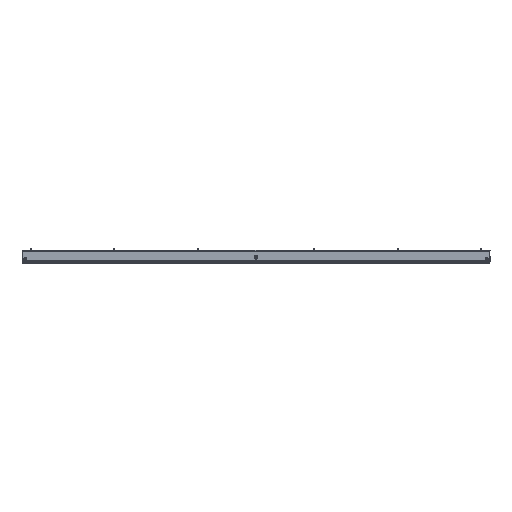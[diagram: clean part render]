
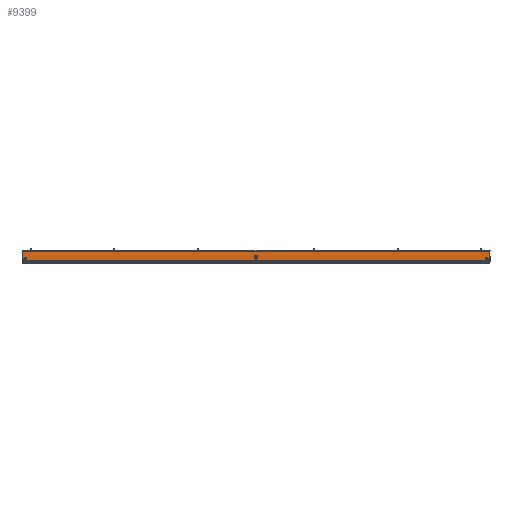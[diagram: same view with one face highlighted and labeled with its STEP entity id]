
A CAD part, left-side view. The second image highlights one B-rep face of the part: STEP entity #9399.
In plain terms, the highlighted planar face has unit normal (-1, 0, 0).
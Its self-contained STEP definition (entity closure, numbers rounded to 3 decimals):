
#278 = DIRECTION ( 'NONE',  ( 0., 0., 1. ) ) ;
#340 = EDGE_CURVE ( 'NONE', #2176, #12917, #7610, .T. ) ;
#370 = EDGE_CURVE ( 'NONE', #3808, #10079, #4835, .T. ) ;
#380 = VECTOR ( 'NONE', #13314, 1000. ) ;
#437 = CARTESIAN_POINT ( 'NONE',  ( 8., 1053.5, -2. ) ) ;
#547 = VERTEX_POINT ( 'NONE', #11261 ) ;
#644 = ORIENTED_EDGE ( 'NONE', *, *, #1667, .T. ) ;
#731 = CARTESIAN_POINT ( 'NONE',  ( 8., -1033.25, -32.26 ) ) ;
#745 = CARTESIAN_POINT ( 'NONE',  ( 8., 1033.25, -32.26 ) ) ;
#768 = CARTESIAN_POINT ( 'NONE',  ( 8., 1053.5, 0. ) ) ;
#898 = DIRECTION ( 'NONE',  ( 0., 0., 1. ) ) ;
#948 = CARTESIAN_POINT ( 'NONE',  ( 8., -1053.5, 0. ) ) ;
#972 = VECTOR ( 'NONE', #10419, 1000. ) ;
#1144 = LINE ( 'NONE', #731, #12929 ) ;
#1315 = EDGE_CURVE ( 'NONE', #2851, #1591, #8243, .T. ) ;
#1349 = CARTESIAN_POINT ( 'NONE',  ( 8., -1033.25, -32.26 ) ) ;
#1458 = DIRECTION ( 'NONE',  ( 0., -1., 0. ) ) ;
#1591 = VERTEX_POINT ( 'NONE', #12055 ) ;
#1657 = ORIENTED_EDGE ( 'NONE', *, *, #12020, .T. ) ;
#1667 = EDGE_CURVE ( 'NONE', #4903, #7973, #9403, .T. ) ;
#1706 = DIRECTION ( 'NONE',  ( 0., -1., 0. ) ) ;
#1746 = LINE ( 'NONE', #9514, #10431 ) ;
#1749 = EDGE_CURVE ( 'NONE', #8437, #8101, #3688, .T. ) ;
#1865 = DIRECTION ( 'NONE',  ( -1., 0., 0. ) ) ;
#2138 = VECTOR ( 'NONE', #9834, 1000. ) ;
#2169 = VECTOR ( 'NONE', #10648, 1000. ) ;
#2176 = VERTEX_POINT ( 'NONE', #11536 ) ;
#2317 = CARTESIAN_POINT ( 'NONE',  ( 8., -1042.75, -32.26 ) ) ;
#2336 = ORIENTED_EDGE ( 'NONE', *, *, #8420, .T. ) ;
#2525 = VERTEX_POINT ( 'NONE', #745 ) ;
#2577 = DIRECTION ( 'NONE',  ( 0., -1., 0. ) ) ;
#2723 = CARTESIAN_POINT ( 'NONE',  ( 8., -1053.5, -50. ) ) ;
#2774 = CIRCLE ( 'NONE', #7432, 0.475 ) ;
#2851 = VERTEX_POINT ( 'NONE', #8460 ) ;
#2951 = DIRECTION ( 'NONE',  ( 0., -1., 0. ) ) ;
#3002 = CARTESIAN_POINT ( 'NONE',  ( 8., -1033.25, -41.76 ) ) ;
#3171 = EDGE_LOOP ( 'NONE', ( #1657, #10941, #4028, #12961 ) ) ;
#3390 = FACE_BOUND ( 'NONE', #12582, .T. ) ;
#3688 = LINE ( 'NONE', #11374, #6455 ) ;
#3720 = FACE_BOUND ( 'NONE', #9372, .T. ) ;
#3808 = VERTEX_POINT ( 'NONE', #12984 ) ;
#3914 = DIRECTION ( 'NONE',  ( 0., 0., -1. ) ) ;
#3922 = DIRECTION ( 'NONE',  ( 1., 0., 0. ) ) ;
#3979 = DIRECTION ( 'NONE',  ( 0., -1., 0. ) ) ;
#4004 = AXIS2_PLACEMENT_3D ( 'NONE', #5968, #3922, #1706 ) ;
#4028 = ORIENTED_EDGE ( 'NONE', *, *, #11652, .T. ) ;
#4144 = LINE ( 'NONE', #7103, #972 ) ;
#4235 = DIRECTION ( 'NONE',  ( 0., 0., -1. ) ) ;
#4363 = LINE ( 'NONE', #11205, #380 ) ;
#4466 = VECTOR ( 'NONE', #1458, 1000. ) ;
#4503 = CARTESIAN_POINT ( 'NONE',  ( 8., 0.475, -30. ) ) ;
#4659 = LINE ( 'NONE', #9922, #12141 ) ;
#4689 = DIRECTION ( 'NONE',  ( 0., 1., 0. ) ) ;
#4834 = CARTESIAN_POINT ( 'NONE',  ( 8., -0.475, -30. ) ) ;
#4835 = LINE ( 'NONE', #768, #2138 ) ;
#4903 = VERTEX_POINT ( 'NONE', #4834 ) ;
#4972 = VERTEX_POINT ( 'NONE', #9981 ) ;
#5016 = CARTESIAN_POINT ( 'NONE',  ( 8., 1053.5, -2. ) ) ;
#5339 = CARTESIAN_POINT ( 'NONE',  ( 8., -1053.5, -46. ) ) ;
#5816 = DIRECTION ( 'NONE',  ( 0., 0., -1. ) ) ;
#5968 = CARTESIAN_POINT ( 'NONE',  ( 8., 0., -30. ) ) ;
#6455 = VECTOR ( 'NONE', #2951, 1000. ) ;
#6717 = ORIENTED_EDGE ( 'NONE', *, *, #7869, .F. ) ;
#6805 = VECTOR ( 'NONE', #5816, 1000. ) ;
#7048 = PLANE ( 'NONE',  #11090 ) ;
#7103 = CARTESIAN_POINT ( 'NONE',  ( 8., 1042.75, -41.76 ) ) ;
#7432 = AXIS2_PLACEMENT_3D ( 'NONE', #9541, #9163, #3979 ) ;
#7610 = LINE ( 'NONE', #2723, #6805 ) ;
#7613 = LINE ( 'NONE', #437, #8745 ) ;
#7710 = LINE ( 'NONE', #10785, #4466 ) ;
#7869 = EDGE_CURVE ( 'NONE', #8101, #4972, #11555, .T. ) ;
#7895 = EDGE_LOOP ( 'NONE', ( #11106, #9830, #11405, #8838 ) ) ;
#7973 = VERTEX_POINT ( 'NONE', #4503 ) ;
#8101 = VERTEX_POINT ( 'NONE', #11687 ) ;
#8243 = LINE ( 'NONE', #10662, #12954 ) ;
#8345 = ORIENTED_EDGE ( 'NONE', *, *, #10548, .F. ) ;
#8420 = EDGE_CURVE ( 'NONE', #7973, #4903, #2774, .T. ) ;
#8437 = VERTEX_POINT ( 'NONE', #3002 ) ;
#8460 = CARTESIAN_POINT ( 'NONE',  ( 8., 1042.75, -41.76 ) ) ;
#8745 = VECTOR ( 'NONE', #2577, 1000. ) ;
#8838 = ORIENTED_EDGE ( 'NONE', *, *, #9897, .F. ) ;
#8916 = FACE_BOUND ( 'NONE', #3171, .T. ) ;
#9163 = DIRECTION ( 'NONE',  ( 1., 0., 0. ) ) ;
#9372 = EDGE_LOOP ( 'NONE', ( #6717, #9673, #10263, #8345 ) ) ;
#9399 = ADVANCED_FACE ( 'NONE', ( #3720, #11678, #8916, #3390 ), #7048, .T. ) ;
#9403 = CIRCLE ( 'NONE', #4004, 0.475 ) ;
#9514 = CARTESIAN_POINT ( 'NONE',  ( 8., 1033.25, -32.26 ) ) ;
#9541 = CARTESIAN_POINT ( 'NONE',  ( 8., 0., -30. ) ) ;
#9673 = ORIENTED_EDGE ( 'NONE', *, *, #1749, .F. ) ;
#9790 = VERTEX_POINT ( 'NONE', #1349 ) ;
#9830 = ORIENTED_EDGE ( 'NONE', *, *, #12662, .T. ) ;
#9834 = DIRECTION ( 'NONE',  ( 0., 0., 1. ) ) ;
#9897 = EDGE_CURVE ( 'NONE', #10079, #2176, #7613, .T. ) ;
#9922 = CARTESIAN_POINT ( 'NONE',  ( 8., -1042.75, -32.26 ) ) ;
#9981 = CARTESIAN_POINT ( 'NONE',  ( 8., -1042.75, -32.26 ) ) ;
#10079 = VERTEX_POINT ( 'NONE', #5016 ) ;
#10263 = ORIENTED_EDGE ( 'NONE', *, *, #11888, .F. ) ;
#10419 = DIRECTION ( 'NONE',  ( 0., 1., 0. ) ) ;
#10431 = VECTOR ( 'NONE', #4235, 1000. ) ;
#10548 = EDGE_CURVE ( 'NONE', #4972, #9790, #4659, .T. ) ;
#10648 = DIRECTION ( 'NONE',  ( 0., 0., 1. ) ) ;
#10662 = CARTESIAN_POINT ( 'NONE',  ( 8., 1042.75, -32.26 ) ) ;
#10785 = CARTESIAN_POINT ( 'NONE',  ( 8., 1042.75, -32.26 ) ) ;
#10941 = ORIENTED_EDGE ( 'NONE', *, *, #1315, .T. ) ;
#11090 = AXIS2_PLACEMENT_3D ( 'NONE', #948, #1865, #898 ) ;
#11106 = ORIENTED_EDGE ( 'NONE', *, *, #370, .F. ) ;
#11205 = CARTESIAN_POINT ( 'NONE',  ( 8., 1053.5, -46. ) ) ;
#11261 = CARTESIAN_POINT ( 'NONE',  ( 8., 1033.25, -41.76 ) ) ;
#11374 = CARTESIAN_POINT ( 'NONE',  ( 8., -1042.75, -41.76 ) ) ;
#11405 = ORIENTED_EDGE ( 'NONE', *, *, #340, .F. ) ;
#11536 = CARTESIAN_POINT ( 'NONE',  ( 8., -1053.5, -2. ) ) ;
#11555 = LINE ( 'NONE', #2317, #2169 ) ;
#11652 = EDGE_CURVE ( 'NONE', #1591, #2525, #7710, .T. ) ;
#11678 = FACE_OUTER_BOUND ( 'NONE', #7895, .T. ) ;
#11687 = CARTESIAN_POINT ( 'NONE',  ( 8., -1042.75, -41.76 ) ) ;
#11888 = EDGE_CURVE ( 'NONE', #9790, #8437, #1144, .T. ) ;
#12020 = EDGE_CURVE ( 'NONE', #547, #2851, #4144, .T. ) ;
#12055 = CARTESIAN_POINT ( 'NONE',  ( 8., 1042.75, -32.26 ) ) ;
#12141 = VECTOR ( 'NONE', #4689, 1000. ) ;
#12241 = EDGE_CURVE ( 'NONE', #2525, #547, #1746, .T. ) ;
#12582 = EDGE_LOOP ( 'NONE', ( #644, #2336 ) ) ;
#12662 = EDGE_CURVE ( 'NONE', #3808, #12917, #4363, .T. ) ;
#12917 = VERTEX_POINT ( 'NONE', #5339 ) ;
#12929 = VECTOR ( 'NONE', #3914, 1000. ) ;
#12954 = VECTOR ( 'NONE', #278, 1000. ) ;
#12961 = ORIENTED_EDGE ( 'NONE', *, *, #12241, .T. ) ;
#12984 = CARTESIAN_POINT ( 'NONE',  ( 8., 1053.5, -46. ) ) ;
#13314 = DIRECTION ( 'NONE',  ( 0., -1., 0. ) ) ;
